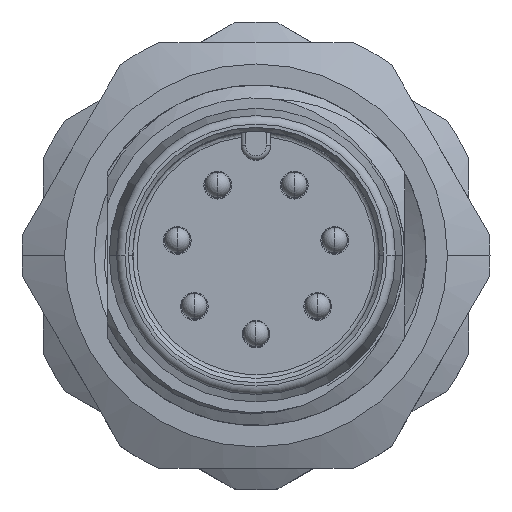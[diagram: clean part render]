
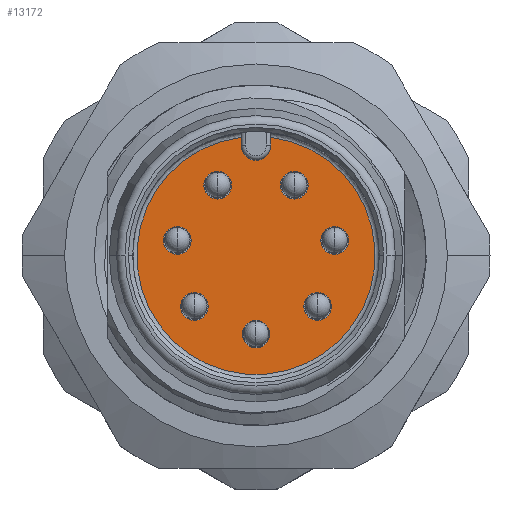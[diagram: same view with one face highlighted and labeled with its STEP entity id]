
A CAD part, top view. The second image highlights one B-rep face of the part: STEP entity #13172.
In plain terms, the highlighted planar face has unit normal (0, 0, 1).
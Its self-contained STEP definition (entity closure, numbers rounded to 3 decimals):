
#11051=CARTESIAN_POINT('',(0.,-1.85,7.));
#11052=DIRECTION('',(0.,0.,1.));
#11053=DIRECTION('',(-1.,0.,0.));
#11054=AXIS2_PLACEMENT_3D('',#11051,#11052,#11053);
#11056=CARTESIAN_POINT('',(0.,-1.85,7.));
#11057=DIRECTION('',(0.,0.,1.));
#11058=DIRECTION('',(1.,0.,0.));
#11059=AXIS2_PLACEMENT_3D('',#11056,#11057,#11058);
#11061=CARTESIAN_POINT('',(-1.45,-1.2,7.));
#11062=DIRECTION('',(0.,0.,1.));
#11063=DIRECTION('',(-1.,0.,0.));
#11064=AXIS2_PLACEMENT_3D('',#11061,#11062,#11063);
#11066=CARTESIAN_POINT('',(-1.45,-1.2,7.));
#11067=DIRECTION('',(0.,0.,1.));
#11068=DIRECTION('',(1.,0.,0.));
#11069=AXIS2_PLACEMENT_3D('',#11066,#11067,#11068);
#11071=CARTESIAN_POINT('',(-1.85,0.35,7.));
#11072=DIRECTION('',(0.,0.,1.));
#11073=DIRECTION('',(-1.,0.,0.));
#11074=AXIS2_PLACEMENT_3D('',#11071,#11072,#11073);
#11076=CARTESIAN_POINT('',(-1.85,0.35,7.));
#11077=DIRECTION('',(0.,0.,1.));
#11078=DIRECTION('',(1.,0.,0.));
#11079=AXIS2_PLACEMENT_3D('',#11076,#11077,#11078);
#11081=CARTESIAN_POINT('',(1.45,-1.2,7.));
#11082=DIRECTION('',(0.,0.,1.));
#11083=DIRECTION('',(-1.,0.,0.));
#11084=AXIS2_PLACEMENT_3D('',#11081,#11082,#11083);
#11086=CARTESIAN_POINT('',(1.45,-1.2,7.));
#11087=DIRECTION('',(0.,0.,1.));
#11088=DIRECTION('',(1.,0.,0.));
#11089=AXIS2_PLACEMENT_3D('',#11086,#11087,#11088);
#11091=CARTESIAN_POINT('',(1.85,0.35,7.));
#11092=DIRECTION('',(0.,0.,1.));
#11093=DIRECTION('',(-1.,0.,0.));
#11094=AXIS2_PLACEMENT_3D('',#11091,#11092,#11093);
#11096=CARTESIAN_POINT('',(1.85,0.35,7.));
#11097=DIRECTION('',(0.,0.,1.));
#11098=DIRECTION('',(1.,0.,0.));
#11099=AXIS2_PLACEMENT_3D('',#11096,#11097,#11098);
#11101=CARTESIAN_POINT('',(0.9,1.65,7.));
#11102=DIRECTION('',(0.,0.,1.));
#11103=DIRECTION('',(-1.,0.,0.));
#11104=AXIS2_PLACEMENT_3D('',#11101,#11102,#11103);
#11106=CARTESIAN_POINT('',(0.9,1.65,7.));
#11107=DIRECTION('',(0.,0.,1.));
#11108=DIRECTION('',(1.,0.,0.));
#11109=AXIS2_PLACEMENT_3D('',#11106,#11107,#11108);
#11111=CARTESIAN_POINT('',(-0.9,1.65,7.));
#11112=DIRECTION('',(0.,0.,1.));
#11113=DIRECTION('',(-1.,0.,0.));
#11114=AXIS2_PLACEMENT_3D('',#11111,#11112,#11113);
#11116=CARTESIAN_POINT('',(-0.9,1.65,7.));
#11117=DIRECTION('',(0.,0.,1.));
#11118=DIRECTION('',(1.,0.,0.));
#11119=AXIS2_PLACEMENT_3D('',#11116,#11117,#11118);
#11121=DIRECTION('',(0.,-1.,0.));
#11122=VECTOR('',#11121,0.192);
#11123=CARTESIAN_POINT('',(-0.35,2.778,7.));
#11124=LINE('',#11123,#11122);
#11125=CARTESIAN_POINT('',(0.,2.586,7.));
#11126=DIRECTION('',(0.,0.,1.));
#11127=DIRECTION('',(-1.,0.,0.));
#11128=AXIS2_PLACEMENT_3D('',#11125,#11126,#11127);
#11130=DIRECTION('',(0.,1.,0.));
#11131=VECTOR('',#11130,0.192);
#11132=CARTESIAN_POINT('',(0.35,2.586,7.));
#11133=LINE('',#11132,#11131);
#11242=CARTESIAN_POINT('',(0.,0.,7.));
#11243=DIRECTION('',(0.,0.,1.));
#11244=DIRECTION('',(-0.125,0.992,0.));
#11245=AXIS2_PLACEMENT_3D('',#11242,#11243,#11244);
#11256=CARTESIAN_POINT('',(0.35,2.778,7.));
#11321=CARTESIAN_POINT('',(-0.35,2.778,7.));
#12259=CARTESIAN_POINT('',(-0.35,2.586,7.));
#12260=CARTESIAN_POINT('',(0.35,2.586,7.));
#12261=VERTEX_POINT('',#12259);
#12262=VERTEX_POINT('',#12260);
#12263=CARTESIAN_POINT('',(-0.325,-1.85,7.));
#12264=CARTESIAN_POINT('',(0.325,-1.85,7.));
#12265=VERTEX_POINT('',#12263);
#12266=VERTEX_POINT('',#12264);
#12267=CARTESIAN_POINT('',(-1.775,-1.2,7.));
#12268=CARTESIAN_POINT('',(-1.125,-1.2,7.));
#12269=VERTEX_POINT('',#12267);
#12270=VERTEX_POINT('',#12268);
#12271=CARTESIAN_POINT('',(-2.175,0.35,7.));
#12272=CARTESIAN_POINT('',(-1.525,0.35,7.));
#12273=VERTEX_POINT('',#12271);
#12274=VERTEX_POINT('',#12272);
#12275=CARTESIAN_POINT('',(1.125,-1.2,7.));
#12276=CARTESIAN_POINT('',(1.775,-1.2,7.));
#12277=VERTEX_POINT('',#12275);
#12278=VERTEX_POINT('',#12276);
#12279=CARTESIAN_POINT('',(1.525,0.35,7.));
#12280=CARTESIAN_POINT('',(2.175,0.35,7.));
#12281=VERTEX_POINT('',#12279);
#12282=VERTEX_POINT('',#12280);
#12283=CARTESIAN_POINT('',(0.575,1.65,7.));
#12284=CARTESIAN_POINT('',(1.225,1.65,7.));
#12285=VERTEX_POINT('',#12283);
#12286=VERTEX_POINT('',#12284);
#12287=CARTESIAN_POINT('',(-1.225,1.65,7.));
#12288=CARTESIAN_POINT('',(-0.575,1.65,7.));
#12289=VERTEX_POINT('',#12287);
#12290=VERTEX_POINT('',#12288);
#12291=VERTEX_POINT('',#11256);
#12294=VERTEX_POINT('',#11321);
#13117=CARTESIAN_POINT('',(0.,0.,7.));
#13118=DIRECTION('',(0.,0.,1.));
#13119=DIRECTION('',(-1.,0.,0.));
#13120=AXIS2_PLACEMENT_3D('',#13117,#13118,#13119);
#13121=PLANE('',#13120);
#13123=ORIENTED_EDGE('',*,*,#13122,.F.);
#13125=ORIENTED_EDGE('',*,*,#13124,.T.);
#13127=ORIENTED_EDGE('',*,*,#13126,.T.);
#13129=ORIENTED_EDGE('',*,*,#13128,.T.);
#13130=EDGE_LOOP('',(#13123,#13125,#13127,#13129));
#13131=FACE_OUTER_BOUND('',#13130,.F.);
#13133=ORIENTED_EDGE('',*,*,#13132,.T.);
#13135=ORIENTED_EDGE('',*,*,#13134,.T.);
#13136=EDGE_LOOP('',(#13133,#13135));
#13137=FACE_BOUND('',#13136,.F.);
#13139=ORIENTED_EDGE('',*,*,#13138,.T.);
#13141=ORIENTED_EDGE('',*,*,#13140,.T.);
#13142=EDGE_LOOP('',(#13139,#13141));
#13143=FACE_BOUND('',#13142,.F.);
#13145=ORIENTED_EDGE('',*,*,#13144,.T.);
#13147=ORIENTED_EDGE('',*,*,#13146,.T.);
#13148=EDGE_LOOP('',(#13145,#13147));
#13149=FACE_BOUND('',#13148,.F.);
#13151=ORIENTED_EDGE('',*,*,#13150,.T.);
#13153=ORIENTED_EDGE('',*,*,#13152,.T.);
#13154=EDGE_LOOP('',(#13151,#13153));
#13155=FACE_BOUND('',#13154,.F.);
#13157=ORIENTED_EDGE('',*,*,#13156,.T.);
#13159=ORIENTED_EDGE('',*,*,#13158,.T.);
#13160=EDGE_LOOP('',(#13157,#13159));
#13161=FACE_BOUND('',#13160,.F.);
#13163=ORIENTED_EDGE('',*,*,#13162,.T.);
#13165=ORIENTED_EDGE('',*,*,#13164,.T.);
#13166=EDGE_LOOP('',(#13163,#13165));
#13167=FACE_BOUND('',#13166,.F.);
#13168=ORIENTED_EDGE('',*,*,#13097,.T.);
#13169=ORIENTED_EDGE('',*,*,#13111,.T.);
#13170=EDGE_LOOP('',(#13168,#13169));
#13171=FACE_BOUND('',#13170,.F.);
#11055=CIRCLE('',#11054,0.325);
#11060=CIRCLE('',#11059,0.325);
#11065=CIRCLE('',#11064,0.325);
#11070=CIRCLE('',#11069,0.325);
#11075=CIRCLE('',#11074,0.325);
#11080=CIRCLE('',#11079,0.325);
#11085=CIRCLE('',#11084,0.325);
#11090=CIRCLE('',#11089,0.325);
#11095=CIRCLE('',#11094,0.325);
#11100=CIRCLE('',#11099,0.325);
#11105=CIRCLE('',#11104,0.325);
#11110=CIRCLE('',#11109,0.325);
#11115=CIRCLE('',#11114,0.325);
#11120=CIRCLE('',#11119,0.325);
#11129=CIRCLE('',#11128,0.35);
#11246=CIRCLE('',#11245,2.8);
#13097=EDGE_CURVE('',#12265,#12266,#11055,.T.);
#13111=EDGE_CURVE('',#12266,#12265,#11060,.T.);
#13122=EDGE_CURVE('',#12294,#12291,#11246,.T.);
#13124=EDGE_CURVE('',#12294,#12261,#11124,.T.);
#13126=EDGE_CURVE('',#12261,#12262,#11129,.T.);
#13128=EDGE_CURVE('',#12262,#12291,#11133,.T.);
#13132=EDGE_CURVE('',#12269,#12270,#11065,.T.);
#13134=EDGE_CURVE('',#12270,#12269,#11070,.T.);
#13138=EDGE_CURVE('',#12273,#12274,#11075,.T.);
#13140=EDGE_CURVE('',#12274,#12273,#11080,.T.);
#13144=EDGE_CURVE('',#12277,#12278,#11085,.T.);
#13146=EDGE_CURVE('',#12278,#12277,#11090,.T.);
#13150=EDGE_CURVE('',#12281,#12282,#11095,.T.);
#13152=EDGE_CURVE('',#12282,#12281,#11100,.T.);
#13156=EDGE_CURVE('',#12285,#12286,#11105,.T.);
#13158=EDGE_CURVE('',#12286,#12285,#11110,.T.);
#13162=EDGE_CURVE('',#12289,#12290,#11115,.T.);
#13164=EDGE_CURVE('',#12290,#12289,#11120,.T.);
#13172=ADVANCED_FACE('',(#13131,#13137,#13143,#13149,#13155,#13161,#13167,
#13171),#13121,.T.);
